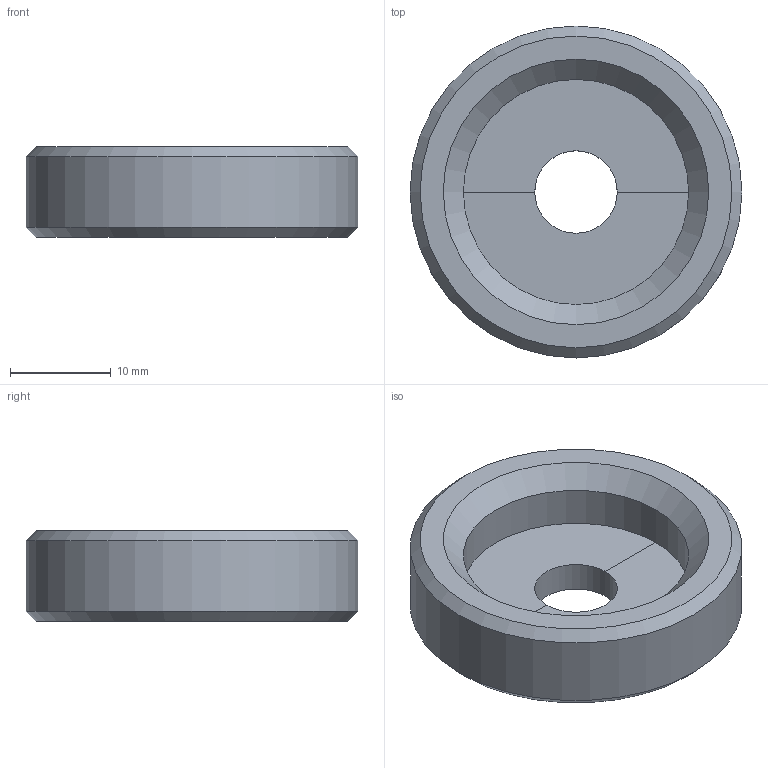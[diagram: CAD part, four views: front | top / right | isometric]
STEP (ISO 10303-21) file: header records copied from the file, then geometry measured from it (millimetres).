
FILE_DESCRIPTION(/* description */ (''),/* implementation_level */ '2;1');
FILE_NAME(/* name */ 'Hinge Lever Bushing.step',/* time_stamp */ '2024-08-17T09:23:27-04:00',/* author */ (''),/* organization */ (''),/* preprocessor_version */ 'ST-DEVELOPER v20',/* originating_system */ 'Autodesk Translation Framework v13.14.0.145',/* authorisation */ '');
FILE_SCHEMA (('AUTOMOTIVE_DESIGN { 1 0 10303 214 3 1 1 }'));
Length unit declared in the file: millimetre
Products named in the file (1): armpit_Shicks_Hinge_Lever_Bushing
Bounding box: 33 x 33 x 9 mm (x, y, z)
Volume: 4923.9 mm3; surface area: 2836.2 mm2
Topology: 1 solids, 1 shells, 12 faces, 25 edges, 15 vertices
Faces by surface type: plane 6, cylinder 3, cone 3
Full cylindrical faces by diameter (mm): 8.2 x1, 22.4 x1, 33 x1
Entity records: 364 total; most frequent: DIRECTION 62, CARTESIAN_POINT 53, ORIENTED_EDGE 50, EDGE_CURVE 25, AXIS2_PLACEMENT_3D 24, VERTEX_POINT 15, EDGE_LOOP 14, LINE 14
